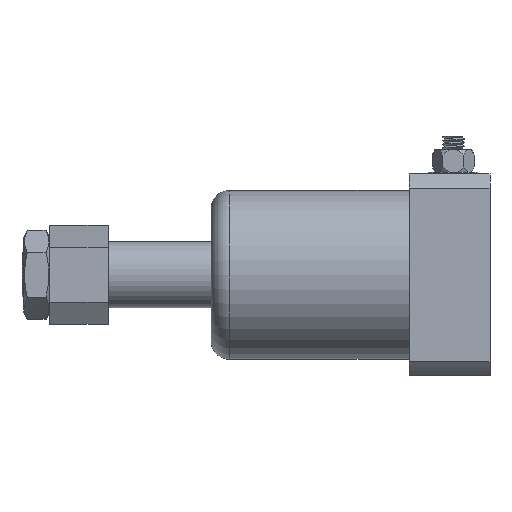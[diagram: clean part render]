
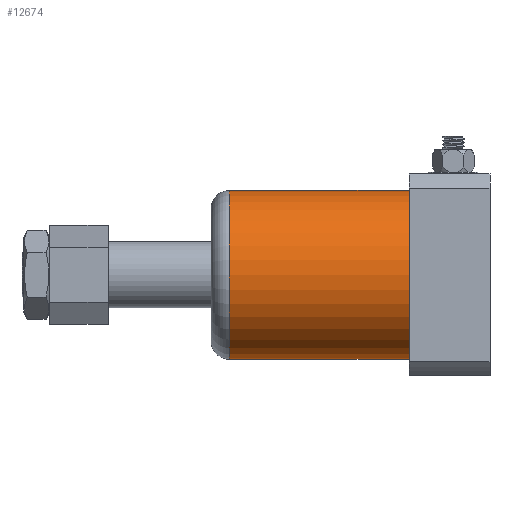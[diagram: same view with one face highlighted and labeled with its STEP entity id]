
A CAD part, left-side view. The second image highlights one B-rep face of the part: STEP entity #12674.
In plain terms, the highlighted cylindrical face has radius 23 mm (diameter 46 mm), a partial arc.
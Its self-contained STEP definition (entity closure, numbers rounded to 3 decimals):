
#722 = EDGE_LOOP ( 'NONE', ( #19671, #23660, #22745, #29223 ) ) ;
#1626 = DIRECTION ( 'NONE',  ( 0., 0., 1. ) ) ;
#1704 = CARTESIAN_POINT ( 'NONE',  ( 0., 71., -23. ) ) ;
#1742 = CIRCLE ( 'NONE', #11999, 23. ) ;
#2483 = VECTOR ( 'NONE', #25668, 1000. ) ;
#2872 = VERTEX_POINT ( 'NONE', #21609 ) ;
#3575 = CARTESIAN_POINT ( 'NONE',  ( 0., 71., 0. ) ) ;
#4476 = CARTESIAN_POINT ( 'NONE',  ( 0., 22., 0. ) ) ;
#4724 = CARTESIAN_POINT ( 'NONE',  ( 0., 71., 23. ) ) ;
#7473 = CIRCLE ( 'NONE', #11356, 23. ) ;
#8563 = EDGE_CURVE ( 'NONE', #15833, #15413, #7473, .T. ) ;
#9289 = CARTESIAN_POINT ( 'NONE',  ( 0., 22., -23. ) ) ;
#11356 = AXIS2_PLACEMENT_3D ( 'NONE', #3575, #15030, #19744 ) ;
#11999 = AXIS2_PLACEMENT_3D ( 'NONE', #4476, #23121, #18462 ) ;
#12453 = VERTEX_POINT ( 'NONE', #16683 ) ;
#12674 = ADVANCED_FACE ( 'NONE', ( #18059 ), #21786, .T. ) ;
#13280 = DIRECTION ( 'NONE',  ( 0., 1., 0. ) ) ;
#14104 = CARTESIAN_POINT ( 'NONE',  ( 0., 22., 23. ) ) ;
#15030 = DIRECTION ( 'NONE',  ( 0., 1., 0. ) ) ;
#15375 = EDGE_CURVE ( 'NONE', #12453, #15413, #25699, .T. ) ;
#15413 = VERTEX_POINT ( 'NONE', #4724 ) ;
#15833 = VERTEX_POINT ( 'NONE', #1704 ) ;
#16683 = CARTESIAN_POINT ( 'NONE',  ( 0., 22., 23. ) ) ;
#18059 = FACE_OUTER_BOUND ( 'NONE', #722, .T. ) ;
#18462 = DIRECTION ( 'NONE',  ( 0., 0., 1. ) ) ;
#18818 = DIRECTION ( 'NONE',  ( 0., 1., 0. ) ) ;
#19474 = VECTOR ( 'NONE', #18818, 1000. ) ;
#19671 = ORIENTED_EDGE ( 'NONE', *, *, #23520, .F. ) ;
#19744 = DIRECTION ( 'NONE',  ( 0., 0., 1. ) ) ;
#21609 = CARTESIAN_POINT ( 'NONE',  ( 0., 22., -23. ) ) ;
#21786 = CYLINDRICAL_SURFACE ( 'NONE', #27547, 23. ) ;
#22745 = ORIENTED_EDGE ( 'NONE', *, *, #15375, .T. ) ;
#23121 = DIRECTION ( 'NONE',  ( 0., -1., 0. ) ) ;
#23520 = EDGE_CURVE ( 'NONE', #2872, #15833, #24113, .T. ) ;
#23660 = ORIENTED_EDGE ( 'NONE', *, *, #23914, .F. ) ;
#23914 = EDGE_CURVE ( 'NONE', #12453, #2872, #1742, .T. ) ;
#24113 = LINE ( 'NONE', #9289, #2483 ) ;
#25668 = DIRECTION ( 'NONE',  ( 0., 1., 0. ) ) ;
#25699 = LINE ( 'NONE', #14104, #19474 ) ;
#27372 = CARTESIAN_POINT ( 'NONE',  ( 0., 22., 0. ) ) ;
#27547 = AXIS2_PLACEMENT_3D ( 'NONE', #27372, #13280, #1626 ) ;
#29223 = ORIENTED_EDGE ( 'NONE', *, *, #8563, .F. ) ;
